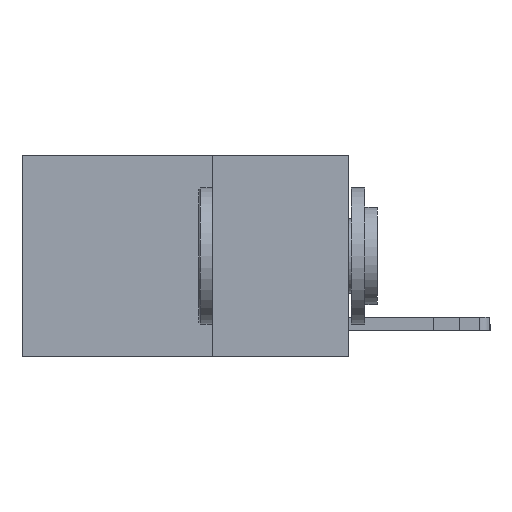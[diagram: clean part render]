
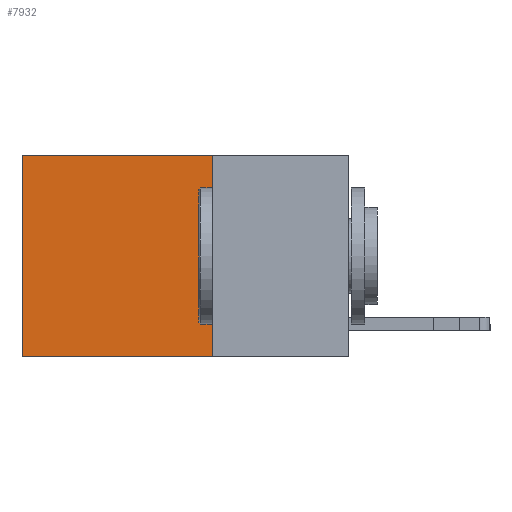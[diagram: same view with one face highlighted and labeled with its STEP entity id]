
A CAD part, left-side view. The second image highlights one B-rep face of the part: STEP entity #7932.
In plain terms, the highlighted planar face has unit normal (-1, 0, 0).
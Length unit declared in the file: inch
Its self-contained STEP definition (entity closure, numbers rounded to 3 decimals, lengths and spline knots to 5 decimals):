
#1172 = CARTESIAN_POINT ( 'NONE',  ( 0.2625, 0.25, 0. ) ) ;
#1830 = ORIENTED_EDGE ( 'NONE', *, *, #5365, .F. ) ;
#2084 = EDGE_CURVE ( 'NONE', #26255, #2486, #10891, .T. ) ;
#2486 = VERTEX_POINT ( 'NONE', #18676 ) ;
#5365 = EDGE_CURVE ( 'NONE', #11207, #11033, #12358, .T. ) ;
#5993 = EDGE_CURVE ( 'NONE', #2486, #11033, #15072, .T. ) ;
#6846 = CARTESIAN_POINT ( 'NONE',  ( 0.2625, 0.25, -0.37 ) ) ;
#7487 = DIRECTION ( 'NONE',  ( 0., 0., -1. ) ) ;
#7775 = VECTOR ( 'NONE', #10622, 39.37008 ) ;
#7932 = ADVANCED_FACE ( 'NONE', ( #13776 ), #12135, .F. ) ;
#7961 = AXIS2_PLACEMENT_3D ( 'NONE', #24333, #26274, #7487 ) ;
#8122 = ORIENTED_EDGE ( 'NONE', *, *, #5993, .T. ) ;
#8840 = CARTESIAN_POINT ( 'NONE',  ( 0.2625, 0.25, 0. ) ) ;
#9727 = DIRECTION ( 'NONE',  ( 0., 0., -1. ) ) ;
#9772 = ORIENTED_EDGE ( 'NONE', *, *, #2084, .T. ) ;
#10622 = DIRECTION ( 'NONE',  ( 0., 1., 0. ) ) ;
#10891 = LINE ( 'NONE', #8840, #7775 ) ;
#11033 = VERTEX_POINT ( 'NONE', #23859 ) ;
#11207 = VERTEX_POINT ( 'NONE', #6846 ) ;
#11543 = EDGE_LOOP ( 'NONE', ( #8122, #1830, #26848, #9772 ) ) ;
#12135 = PLANE ( 'NONE',  #7961 ) ;
#12358 = LINE ( 'NONE', #20586, #20042 ) ;
#13776 = FACE_OUTER_BOUND ( 'NONE', #11543, .T. ) ;
#14095 = LINE ( 'NONE', #1172, #20381 ) ;
#15072 = LINE ( 'NONE', #23433, #16632 ) ;
#16589 = DIRECTION ( 'NONE',  ( 0., 0., -1. ) ) ;
#16632 = VECTOR ( 'NONE', #16589, 39.37008 ) ;
#18676 = CARTESIAN_POINT ( 'NONE',  ( 0.2625, 0.6, 0. ) ) ;
#20042 = VECTOR ( 'NONE', #25099, 39.37008 ) ;
#20381 = VECTOR ( 'NONE', #9727, 39.37008 ) ;
#20586 = CARTESIAN_POINT ( 'NONE',  ( 0.2625, 0.25, -0.37 ) ) ;
#22935 = CARTESIAN_POINT ( 'NONE',  ( 0.2625, 0.25, 0. ) ) ;
#23433 = CARTESIAN_POINT ( 'NONE',  ( 0.2625, 0.6, 0. ) ) ;
#23859 = CARTESIAN_POINT ( 'NONE',  ( 0.2625, 0.6, -0.37 ) ) ;
#23933 = EDGE_CURVE ( 'NONE', #26255, #11207, #14095, .T. ) ;
#24333 = CARTESIAN_POINT ( 'NONE',  ( 0.2625, 0.25, 0. ) ) ;
#25099 = DIRECTION ( 'NONE',  ( 0., 1., 0. ) ) ;
#26255 = VERTEX_POINT ( 'NONE', #22935 ) ;
#26274 = DIRECTION ( 'NONE',  ( 1., 0., 0. ) ) ;
#26848 = ORIENTED_EDGE ( 'NONE', *, *, #23933, .F. ) ;
